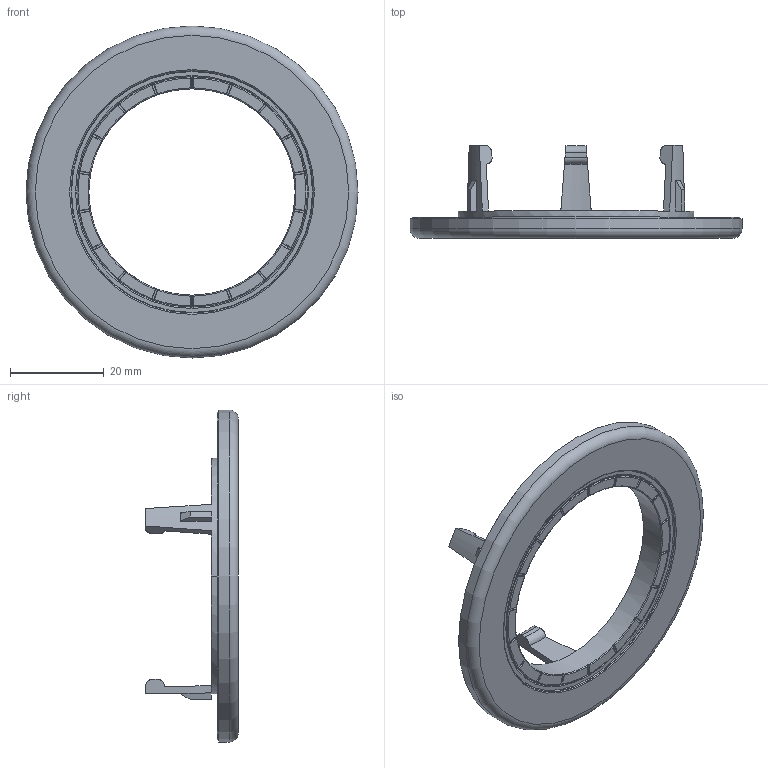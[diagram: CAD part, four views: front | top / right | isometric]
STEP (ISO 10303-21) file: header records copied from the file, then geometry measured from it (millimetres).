
FILE_DESCRIPTION(/* description */ (''),/* implementation_level */ '2;1');
FILE_NAME(/* name */ '1055801_stp.stp',/* time_stamp */ '2019-06-03T12:53:43+02:00',/* author */ (''),/* organization */ (''),/* preprocessor_version */ 'ST-DEVELOPER v16.7',/* originating_system */ 'SIEMENS PLM Software NX 12.0',/* authorisation */ '');
FILE_SCHEMA (('AUTOMOTIVE_DESIGN { 1 0 10303 214 3 1 1 1 }'));
Length unit declared in the file: millimetre
Products named in the file (1): p.sc2314416Cidgz
Bounding box: 70.8 x 19.8 x 70.8 mm (x, y, z)
Volume: 7481.3 mm3; surface area: 8401.6 mm2
Topology: 1 solids, 1 shells, 286 faces, 670 edges, 395 vertices
Faces by surface type: bspline 108, cylinder 70, plane 62, torus 46
Full cylindrical faces by diameter (mm): 49 x1, 51.8 x1, 52.1 x1, 67.8 x1, 69.8 x1, 70.8 x1
Entity records: 18264 total; most frequent: CARTESIAN_POINT 12388, ORIENTED_EDGE 1316, DIRECTION 1040, EDGE_CURVE 658, AXIS2_PLACEMENT_3D 449, VERTEX_POINT 393, EDGE_LOOP 307, ADVANCED_FACE 286
